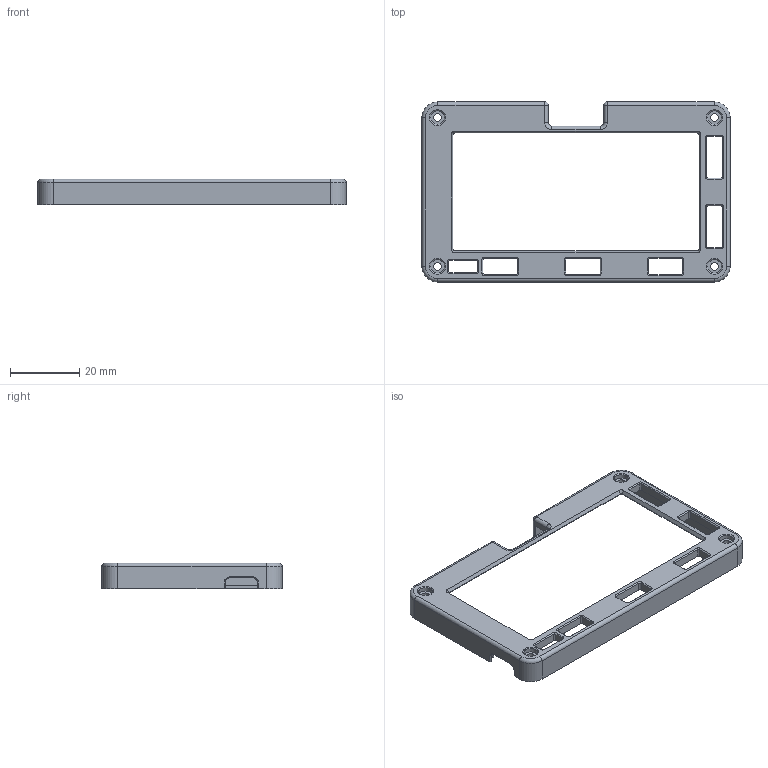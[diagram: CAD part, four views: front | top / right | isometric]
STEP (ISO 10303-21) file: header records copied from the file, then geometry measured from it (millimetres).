
FILE_DESCRIPTION(/* description */ ('STEP AP242','CAx-IF Rec.Pracs.---Representation and Presentation of Product Manufacturing Information (PMI)---4.0---2014-10-13','CAx-IF Rec.Pracs.---3D Tessellated Geometry---0.4---2014-09-14','2;1'),/* implementation_level */ '2;1');
FILE_NAME(/* name */ '6558cdf2f797ba7f657e36b6',/* time_stamp */ '2023-11-18T14:45:07Z',/* author */ (''),/* organization */ (''),/* preprocessor_version */ 'ST-DEVELOPER v19.4',/* originating_system */ ' ',/* authorisation */ ' ');
FILE_SCHEMA (('AP242_MANAGED_MODEL_BASED_3D_ENGINEERING_MIM_LF { 1 0 10303 442 1 1 4 }'));
Length unit declared in the file: metre
Products named in the file (1): Badger 2040 Case - Top
Bounding box: 88.8 x 51.9 x 7.45 mm (x, y, z)
Volume: 5119 mm3; surface area: 7551.5 mm2
Topology: 1 solids, 1 shells, 227 faces, 578 edges, 356 vertices
Faces by surface type: plane 110, cylinder 71, cone 38, torus 6, sphere 2
Full cylindrical faces by diameter (mm): 2.2 x4, 4 x4
Entity records: 6702 total; most frequent: DIRECTION 1202, CARTESIAN_POINT 1132, ORIENTED_EDGE 1112, EDGE_CURVE 556, AXIS2_PLACEMENT_3D 418, LINE 366, VECTOR 366, VERTEX_POINT 348
